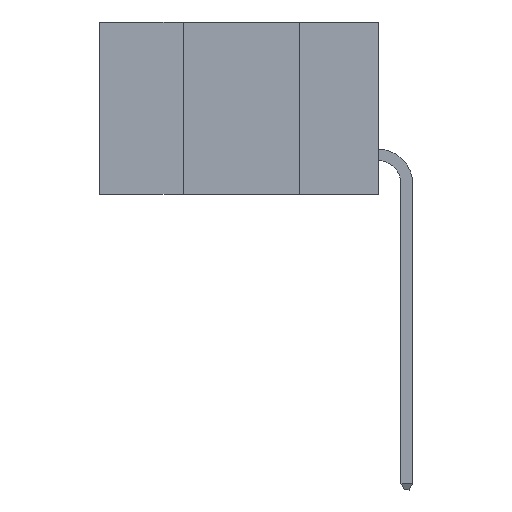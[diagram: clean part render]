
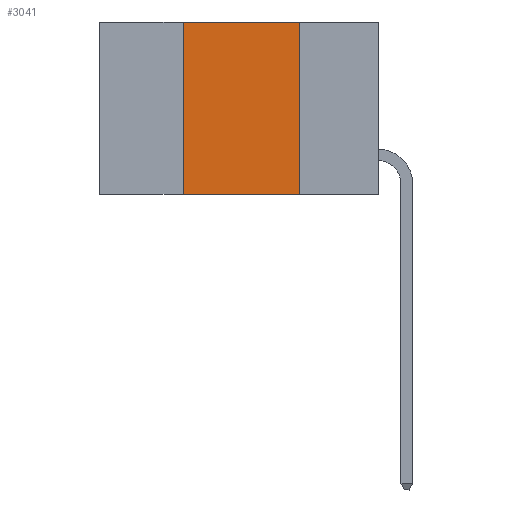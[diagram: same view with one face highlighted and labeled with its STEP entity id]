
A CAD part, left-side view. The second image highlights one B-rep face of the part: STEP entity #3041.
In plain terms, the highlighted planar face has unit normal (-1, 0, 0).
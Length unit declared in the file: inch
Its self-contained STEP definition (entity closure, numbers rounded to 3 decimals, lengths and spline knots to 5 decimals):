
#748 = ORIENTED_EDGE ( 'NONE', *, *, #19513, .F. ) ;
#940 = AXIS2_PLACEMENT_3D ( 'NONE', #26095, #3498, #5924 ) ;
#1884 = CARTESIAN_POINT ( 'NONE',  ( 0., 0.17, 0. ) ) ;
#3041 = ADVANCED_FACE ( 'NONE', ( #10750 ), #5519, .F. ) ;
#3187 = DIRECTION ( 'NONE',  ( 0., 0., 1. ) ) ;
#3498 = DIRECTION ( 'NONE',  ( 1., 0., 0. ) ) ;
#3706 = VECTOR ( 'NONE', #3187, 39.37008 ) ;
#3992 = ORIENTED_EDGE ( 'NONE', *, *, #5944, .F. ) ;
#4307 = VECTOR ( 'NONE', #5027, 39.37008 ) ;
#4883 = CARTESIAN_POINT ( 'NONE',  ( 0., 0.42, 0. ) ) ;
#5027 = DIRECTION ( 'NONE',  ( 0., -1., 0. ) ) ;
#5519 = PLANE ( 'NONE',  #940 ) ;
#5924 = DIRECTION ( 'NONE',  ( 0., 0., -1. ) ) ;
#5944 = EDGE_CURVE ( 'NONE', #16596, #19094, #25595, .T. ) ;
#6976 = VECTOR ( 'NONE', #17747, 39.37008 ) ;
#7525 = CARTESIAN_POINT ( 'NONE',  ( 0., 0.6, 0. ) ) ;
#9147 = VECTOR ( 'NONE', #10684, 39.37008 ) ;
#10392 = LINE ( 'NONE', #7525, #4307 ) ;
#10684 = DIRECTION ( 'NONE',  ( 0., 0., -1. ) ) ;
#10750 = FACE_OUTER_BOUND ( 'NONE', #11289, .T. ) ;
#11289 = EDGE_LOOP ( 'NONE', ( #3992, #16143, #748, #14725 ) ) ;
#14441 = EDGE_CURVE ( 'NONE', #16808, #16596, #10392, .T. ) ;
#14725 = ORIENTED_EDGE ( 'NONE', *, *, #23969, .T. ) ;
#16143 = ORIENTED_EDGE ( 'NONE', *, *, #14441, .F. ) ;
#16336 = CARTESIAN_POINT ( 'NONE',  ( 0., 0.42, -0.37 ) ) ;
#16596 = VERTEX_POINT ( 'NONE', #1884 ) ;
#16644 = CARTESIAN_POINT ( 'NONE',  ( 0., 0.42, 0. ) ) ;
#16808 = VERTEX_POINT ( 'NONE', #16644 ) ;
#17747 = DIRECTION ( 'NONE',  ( 0., -1., 0. ) ) ;
#18748 = LINE ( 'NONE', #19932, #6976 ) ;
#19069 = LINE ( 'NONE', #4883, #3706 ) ;
#19094 = VERTEX_POINT ( 'NONE', #27520 ) ;
#19513 = EDGE_CURVE ( 'NONE', #22878, #16808, #19069, .T. ) ;
#19932 = CARTESIAN_POINT ( 'NONE',  ( 0., 0.6, -0.37 ) ) ;
#22040 = CARTESIAN_POINT ( 'NONE',  ( 0., 0.17, 0. ) ) ;
#22878 = VERTEX_POINT ( 'NONE', #16336 ) ;
#23969 = EDGE_CURVE ( 'NONE', #22878, #19094, #18748, .T. ) ;
#25595 = LINE ( 'NONE', #22040, #9147 ) ;
#26095 = CARTESIAN_POINT ( 'NONE',  ( 0., 0.6, 0. ) ) ;
#27520 = CARTESIAN_POINT ( 'NONE',  ( 0., 0.17, -0.37 ) ) ;
